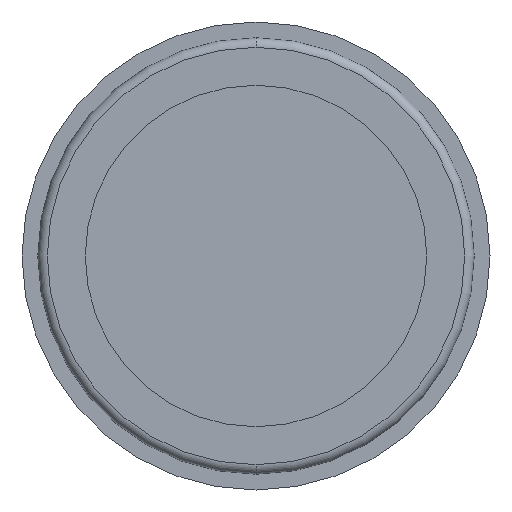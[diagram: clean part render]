
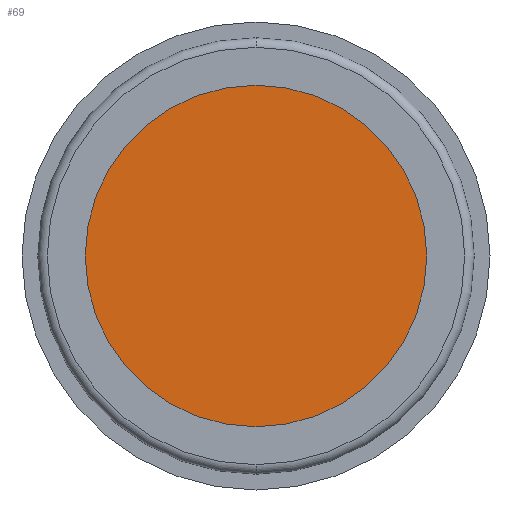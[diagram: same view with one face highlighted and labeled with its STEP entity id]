
A CAD part, front view. The second image highlights one B-rep face of the part: STEP entity #69.
In plain terms, the highlighted planar face has unit normal (0, -1, 0).
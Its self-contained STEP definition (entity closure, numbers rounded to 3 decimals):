
#41 = EDGE_CURVE ( 'NONE', #160, #159, #647, .T. ) ;
#69 = ADVANCED_FACE ( 'NONE', ( #304 ), #533, .F. ) ;
#75 = EDGE_CURVE ( 'NONE', #159, #160, #661, .T. ) ;
#111 = EDGE_LOOP ( 'NONE', ( #238, #240 ) ) ;
#159 = VERTEX_POINT ( 'NONE', #588 ) ;
#160 = VERTEX_POINT ( 'NONE', #589 ) ;
#238 = ORIENTED_EDGE ( 'NONE', *, *, #75, .F. ) ;
#240 = ORIENTED_EDGE ( 'NONE', *, *, #41, .F. ) ;
#304 = FACE_OUTER_BOUND ( 'NONE', #111, .T. ) ;
#354 = DIRECTION ( 'NONE',  ( 0., 0., 1. ) ) ;
#355 = DIRECTION ( 'NONE',  ( 0., 1., 0. ) ) ;
#356 = CARTESIAN_POINT ( 'NONE',  ( 0., 12.7, 0. ) ) ;
#533 = PLANE ( 'NONE',  #730 ) ;
#534 = CARTESIAN_POINT ( 'NONE',  ( 27., 12.7, 0. ) ) ;
#535 = DIRECTION ( 'NONE',  ( 0., 1., 0. ) ) ;
#536 = DIRECTION ( 'NONE',  ( 0., 0., 1. ) ) ;
#553 = CARTESIAN_POINT ( 'NONE',  ( 0., 12.7, 0. ) ) ;
#554 = DIRECTION ( 'NONE',  ( 0., 1., 0. ) ) ;
#555 = DIRECTION ( 'NONE',  ( 0., 0., 1. ) ) ;
#588 = CARTESIAN_POINT ( 'NONE',  ( 0., 12.7, 27. ) ) ;
#589 = CARTESIAN_POINT ( 'NONE',  ( 0., 12.7, -27. ) ) ;
#647 = CIRCLE ( 'NONE', #750, 27. ) ;
#661 = CIRCLE ( 'NONE', #735, 27. ) ;
#730 = AXIS2_PLACEMENT_3D ( 'NONE', #534, #535, #536 ) ;
#735 = AXIS2_PLACEMENT_3D ( 'NONE', #553, #554, #555 ) ;
#750 = AXIS2_PLACEMENT_3D ( 'NONE', #356, #355, #354 ) ;
